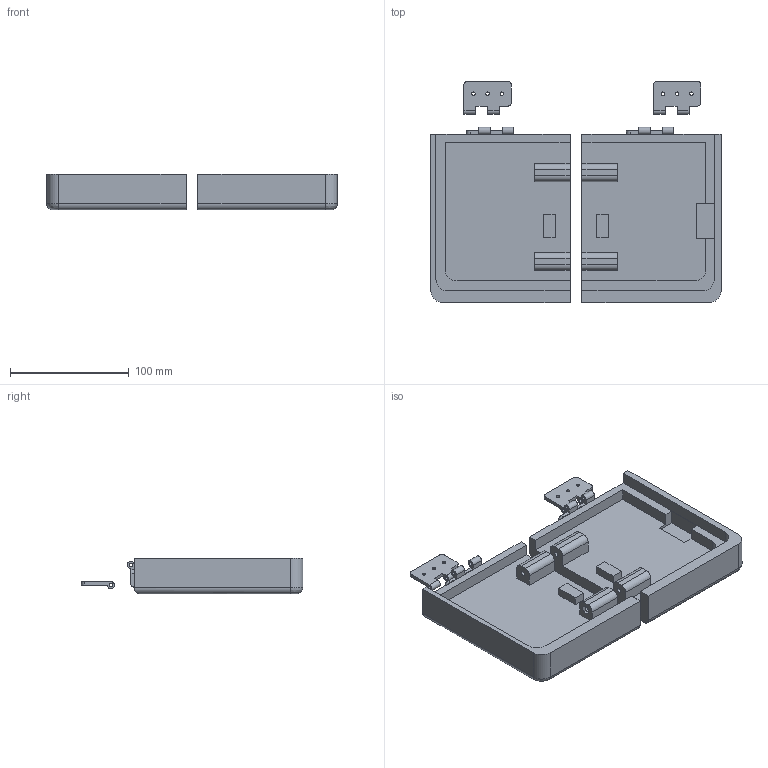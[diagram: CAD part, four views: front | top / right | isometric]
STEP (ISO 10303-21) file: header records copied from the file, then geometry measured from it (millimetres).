
FILE_DESCRIPTION(/* description */ (''),/* implementation_level */ '2;1');
FILE_NAME(/* name */ 'coperchio v4.step',/* time_stamp */ '2024-05-24T16:26:55+02:00',/* author */ (''),/* organization */ (''),/* preprocessor_version */ 'ST-DEVELOPER v20',/* originating_system */ 'Autodesk Translation Framework v13.14.0.145',/* authorisation */ '');
FILE_SCHEMA (('AUTOMOTIVE_DESIGN { 1 0 10303 214 3 1 1 }'));
Length unit declared in the file: millimetre
Products named in the file (3): coperchio; Componente2; Componente3
Assembly tree (3 placements, depth 2):
  coperchio
    Componente2
    Componente3  x2
Bounding box: 245 x 186.8 x 30 mm (x, y, z)
Volume: 488272.3 mm3; surface area: 114417.4 mm2
Topology: 4 solids, 4 shells, 182 faces, 503 edges, 331 vertices
Faces by surface type: plane 104, cylinder 68, cone 8, bspline 2
Full cylindrical faces by diameter (mm): 3 x14, 4 x4
Entity records: 5191 total; most frequent: CARTESIAN_POINT 904, DIRECTION 887, ORIENTED_EDGE 874, EDGE_CURVE 437, LINE 309, VECTOR 309, AXIS2_PLACEMENT_3D 289, VERTEX_POINT 288
